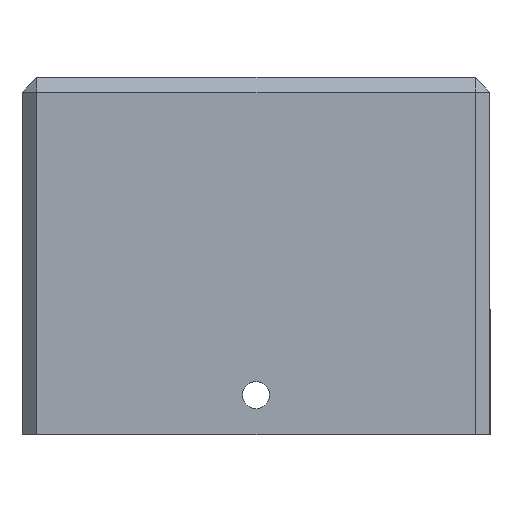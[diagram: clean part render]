
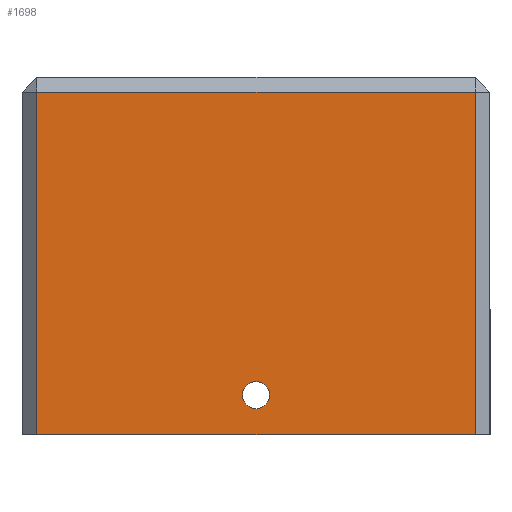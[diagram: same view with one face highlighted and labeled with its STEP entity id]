
A CAD part, left-side view. The second image highlights one B-rep face of the part: STEP entity #1698.
In plain terms, the highlighted planar face has unit normal (-1, 0, 0).
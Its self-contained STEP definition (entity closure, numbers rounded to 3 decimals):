
#44 = CARTESIAN_POINT ( 'NONE',  ( -30., 0., -21.8 ) ) ;
#97 = CARTESIAN_POINT ( 'NONE',  ( -30., -17.8, 2.8 ) ) ;
#116 = AXIS2_PLACEMENT_3D ( 'NONE', #684, #381, #562 ) ;
#117 = ORIENTED_EDGE ( 'NONE', *, *, #1891, .T. ) ;
#161 = VERTEX_POINT ( 'NONE', #677 ) ;
#241 = AXIS2_PLACEMENT_3D ( 'NONE', #44, #1096, #626 ) ;
#269 = LINE ( 'NONE', #1918, #661 ) ;
#284 = DIRECTION ( 'NONE',  ( 0., 1., 0. ) ) ;
#305 = CARTESIAN_POINT ( 'NONE',  ( -30., 1.1, -21.8 ) ) ;
#380 = PLANE ( 'NONE',  #435 ) ;
#381 = DIRECTION ( 'NONE',  ( 1., 0., 0. ) ) ;
#415 = ORIENTED_EDGE ( 'NONE', *, *, #484, .T. ) ;
#428 = CARTESIAN_POINT ( 'NONE',  ( -30., 19., -25. ) ) ;
#435 = AXIS2_PLACEMENT_3D ( 'NONE', #1436, #683, #1131 ) ;
#478 = ORIENTED_EDGE ( 'NONE', *, *, #1428, .T. ) ;
#484 = EDGE_CURVE ( 'NONE', #161, #1471, #1907, .T. ) ;
#487 = CARTESIAN_POINT ( 'NONE',  ( -30., 17.8, -25. ) ) ;
#511 = ORIENTED_EDGE ( 'NONE', *, *, #682, .F. ) ;
#516 = CARTESIAN_POINT ( 'NONE',  ( -30., -17.8, -25. ) ) ;
#551 = DIRECTION ( 'NONE',  ( 0., 0., 1. ) ) ;
#562 = DIRECTION ( 'NONE',  ( 0., 1., 0. ) ) ;
#626 = DIRECTION ( 'NONE',  ( 0., 1., 0. ) ) ;
#632 = EDGE_LOOP ( 'NONE', ( #117, #478 ) ) ;
#637 = CIRCLE ( 'NONE', #241, 1.1 ) ;
#661 = VECTOR ( 'NONE', #551, 1000. ) ;
#675 = DIRECTION ( 'NONE',  ( 0., 0., -1. ) ) ;
#677 = CARTESIAN_POINT ( 'NONE',  ( -30., 17.8, 2.8 ) ) ;
#682 = EDGE_CURVE ( 'NONE', #1716, #1471, #1763, .T. ) ;
#683 = DIRECTION ( 'NONE',  ( 1., 0., 0. ) ) ;
#684 = CARTESIAN_POINT ( 'NONE',  ( -30., 0., -21.8 ) ) ;
#708 = FACE_OUTER_BOUND ( 'NONE', #808, .T. ) ;
#798 = CARTESIAN_POINT ( 'NONE',  ( -30., -1.1, -21.8 ) ) ;
#808 = EDGE_LOOP ( 'NONE', ( #511, #923, #1677, #415 ) ) ;
#825 = LINE ( 'NONE', #1158, #1807 ) ;
#904 = VERTEX_POINT ( 'NONE', #305 ) ;
#923 = ORIENTED_EDGE ( 'NONE', *, *, #1866, .T. ) ;
#948 = VECTOR ( 'NONE', #675, 1000. ) ;
#1037 = VERTEX_POINT ( 'NONE', #97 ) ;
#1096 = DIRECTION ( 'NONE',  ( 1., 0., 0. ) ) ;
#1131 = DIRECTION ( 'NONE',  ( 0., 1., 0. ) ) ;
#1158 = CARTESIAN_POINT ( 'NONE',  ( -30., 19., 2.8 ) ) ;
#1419 = CIRCLE ( 'NONE', #116, 1.1 ) ;
#1428 = EDGE_CURVE ( 'NONE', #1533, #904, #637, .T. ) ;
#1436 = CARTESIAN_POINT ( 'NONE',  ( -30., 19., 4. ) ) ;
#1471 = VERTEX_POINT ( 'NONE', #487 ) ;
#1482 = VECTOR ( 'NONE', #284, 1000. ) ;
#1533 = VERTEX_POINT ( 'NONE', #798 ) ;
#1677 = ORIENTED_EDGE ( 'NONE', *, *, #1774, .T. ) ;
#1698 = ADVANCED_FACE ( 'NONE', ( #1750, #708 ), #380, .F. ) ;
#1716 = VERTEX_POINT ( 'NONE', #516 ) ;
#1750 = FACE_BOUND ( 'NONE', #632, .T. ) ;
#1763 = LINE ( 'NONE', #428, #1482 ) ;
#1766 = DIRECTION ( 'NONE',  ( 0., 1., 0. ) ) ;
#1774 = EDGE_CURVE ( 'NONE', #1037, #161, #825, .T. ) ;
#1807 = VECTOR ( 'NONE', #1766, 1000. ) ;
#1866 = EDGE_CURVE ( 'NONE', #1716, #1037, #269, .T. ) ;
#1891 = EDGE_CURVE ( 'NONE', #904, #1533, #1419, .T. ) ;
#1898 = CARTESIAN_POINT ( 'NONE',  ( -30., 17.8, 4. ) ) ;
#1907 = LINE ( 'NONE', #1898, #948 ) ;
#1918 = CARTESIAN_POINT ( 'NONE',  ( -30., -17.8, 4. ) ) ;
